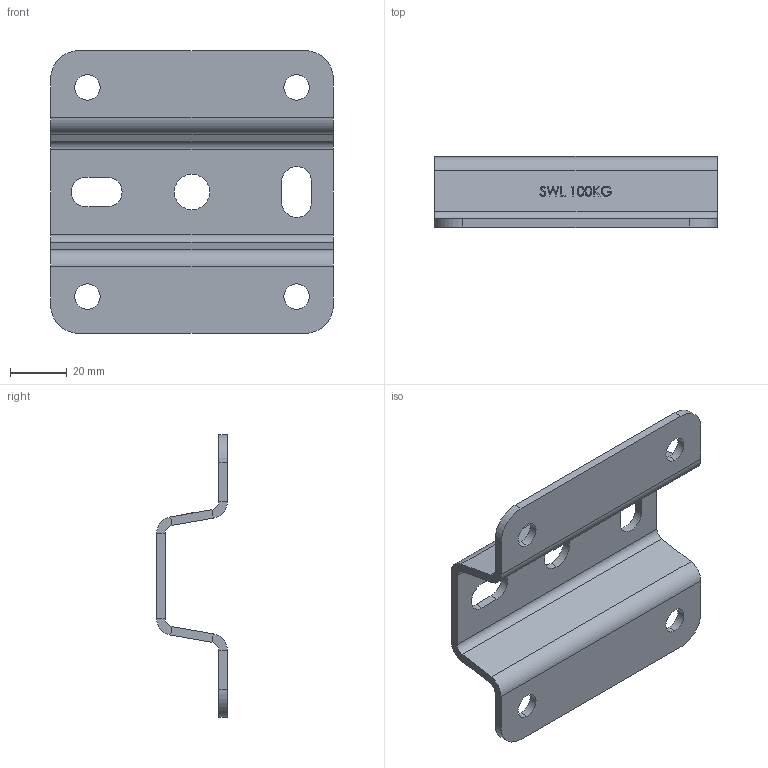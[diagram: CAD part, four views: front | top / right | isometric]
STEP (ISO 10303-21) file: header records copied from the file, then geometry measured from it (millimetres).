
FILE_DESCRIPTION (( 'STEP AP203' ), '1' );
FILE_NAME ('T84119.STEP', '2018-09-18T10:20:12', ( '' ), ( '' ), 'SwSTEP 2.0', 'SolidWorks 2016', '' );
FILE_SCHEMA (( 'CONFIG_CONTROL_DESIGN' ));
Length unit declared in the file: millimetre
Products named in the file (2): T84119; TH1296
Assembly tree (1 placements, depth 2):
  T84119
    TH1296
Bounding box: 100 x 25 x 100 mm (x, y, z)
Volume: 37174.7 mm3; surface area: 26879.6 mm2
Topology: 1 solids, 1 shells, 155 faces, 397 edges, 254 vertices
Faces by surface type: plane 86, bspline 42, cylinder 27
Entity records: 7541 total; most frequent: CARTESIAN_POINT 3812, ORIENTED_EDGE 794, DIRECTION 601, EDGE_CURVE 397, LINE 259, VECTOR 259, VERTEX_POINT 254, EDGE_LOOP 179
